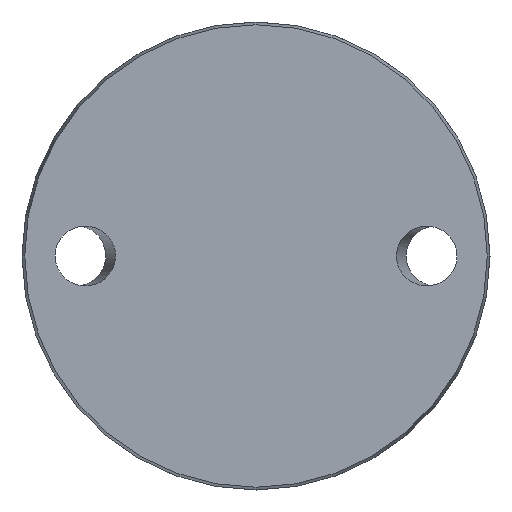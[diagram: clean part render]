
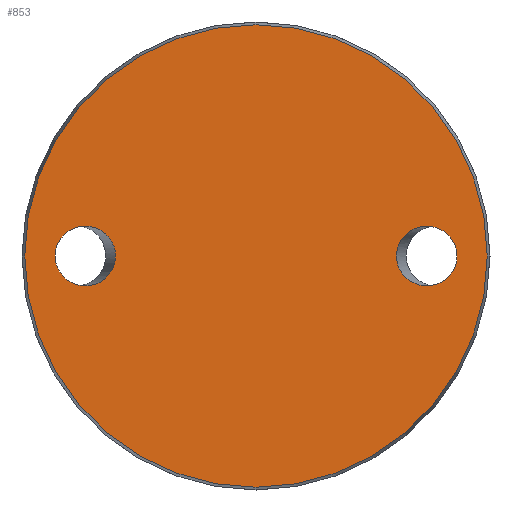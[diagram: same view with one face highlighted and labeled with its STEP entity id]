
A CAD part, front view. The second image highlights one B-rep face of the part: STEP entity #853.
In plain terms, the highlighted planar face has unit normal (0, -1, 0).
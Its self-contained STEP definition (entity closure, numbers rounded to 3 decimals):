
#10 = CARTESIAN_POINT ( 'NONE',  ( -42.087, 0., 12.5 ) ) ;
#44 = CARTESIAN_POINT ( 'NONE',  ( -48.425, 0., 0. ) ) ;
#63 = EDGE_CURVE ( 'NONE', #469, #469, #519, .T. ) ;
#118 =( BOUNDED_CURVE ( )  B_SPLINE_CURVE ( 3, ( #186, #10, #419, #733, #439, #808, #962 ),
 .UNSPECIFIED., .T., .T. ) 
 B_SPLINE_CURVE_WITH_KNOTS ( ( 4, 3, 4 ),
 ( 0., 3.142, 6.283 ),
 .UNSPECIFIED. ) 
 CURVE ( )  GEOMETRIC_REPRESENTATION_ITEM ( )  RATIONAL_B_SPLINE_CURVE ( ( 1., 0.333, 0.333, 1., 0.333, 0.333, 1. ) ) 
 REPRESENTATION_ITEM ( '' )  );
#121 = AXIS2_PLACEMENT_3D ( 'NONE', #624, #685, #134 ) ;
#134 = DIRECTION ( 'NONE',  ( 0., 0., -1. ) ) ;
#137 = VERTEX_POINT ( 'NONE', #302 ) ;
#146 = CARTESIAN_POINT ( 'NONE',  ( 42.087, 0., 12.5 ) ) ;
#161 = CARTESIAN_POINT ( 'NONE',  ( 0., 0., -48.425 ) ) ;
#186 = CARTESIAN_POINT ( 'NONE',  ( -42.087, 0., 0. ) ) ;
#200 = EDGE_LOOP ( 'NONE', ( #262 ) ) ;
#229 = CARTESIAN_POINT ( 'NONE',  ( 29.413, 0., 0. ) ) ;
#262 = ORIENTED_EDGE ( 'NONE', *, *, #263, .T. ) ;
#263 = EDGE_CURVE ( 'NONE', #137, #137, #118, .T. ) ;
#302 = CARTESIAN_POINT ( 'NONE',  ( -42.087, 0., 0. ) ) ;
#311 = CARTESIAN_POINT ( 'NONE',  ( 29.413, 0., -12.5 ) ) ;
#401 = CARTESIAN_POINT ( 'NONE',  ( 29.413, 0., 0. ) ) ;
#419 = CARTESIAN_POINT ( 'NONE',  ( -29.413, 0., 12.5 ) ) ;
#439 = CARTESIAN_POINT ( 'NONE',  ( -29.413, 0., -12.5 ) ) ;
#440 = FACE_BOUND ( 'NONE', #200, .T. ) ;
#469 = VERTEX_POINT ( 'NONE', #161 ) ;
#470 = CARTESIAN_POINT ( 'NONE',  ( 42.087, 0., -12.5 ) ) ;
#519 = CIRCLE ( 'NONE', #121, 48.425 ) ;
#535 = CARTESIAN_POINT ( 'NONE',  ( 29.413, 0., 12.5 ) ) ;
#556 = CARTESIAN_POINT ( 'NONE',  ( 42.087, 0., 0. ) ) ;
#575 = DIRECTION ( 'NONE',  ( 0., 1., 0. ) ) ;
#595 = ORIENTED_EDGE ( 'NONE', *, *, #63, .T. ) ;
#607 = DIRECTION ( 'NONE',  ( 0., 0., 1. ) ) ;
#624 = CARTESIAN_POINT ( 'NONE',  ( 0., 0., 0. ) ) ;
#647 = EDGE_CURVE ( 'NONE', #934, #934, #957, .T. ) ;
#672 = FACE_BOUND ( 'NONE', #764, .T. ) ;
#685 = DIRECTION ( 'NONE',  ( 0., -1., 0. ) ) ;
#733 = CARTESIAN_POINT ( 'NONE',  ( -29.413, 0., 0. ) ) ;
#764 = EDGE_LOOP ( 'NONE', ( #970 ) ) ;
#784 = CARTESIAN_POINT ( 'NONE',  ( 29.413, 0., 0. ) ) ;
#807 = EDGE_LOOP ( 'NONE', ( #595 ) ) ;
#808 = CARTESIAN_POINT ( 'NONE',  ( -42.087, 0., -12.5 ) ) ;
#819 = FACE_OUTER_BOUND ( 'NONE', #807, .T. ) ;
#829 = PLANE ( 'NONE',  #996 ) ;
#853 = ADVANCED_FACE ( 'NONE', ( #440, #672, #819 ), #829, .F. ) ;
#934 = VERTEX_POINT ( 'NONE', #784 ) ;
#957 =( BOUNDED_CURVE ( )  B_SPLINE_CURVE ( 3, ( #229, #311, #470, #556, #146, #535, #401 ),
 .UNSPECIFIED., .T., .T. ) 
 B_SPLINE_CURVE_WITH_KNOTS ( ( 4, 3, 4 ),
 ( 0., 3.142, 6.283 ),
 .UNSPECIFIED. ) 
 CURVE ( )  GEOMETRIC_REPRESENTATION_ITEM ( )  RATIONAL_B_SPLINE_CURVE ( ( 1., 0.333, 0.333, 1., 0.333, 0.333, 1. ) ) 
 REPRESENTATION_ITEM ( '' )  );
#962 = CARTESIAN_POINT ( 'NONE',  ( -42.087, 0., 0. ) ) ;
#970 = ORIENTED_EDGE ( 'NONE', *, *, #647, .F. ) ;
#996 = AXIS2_PLACEMENT_3D ( 'NONE', #44, #575, #607 ) ;
